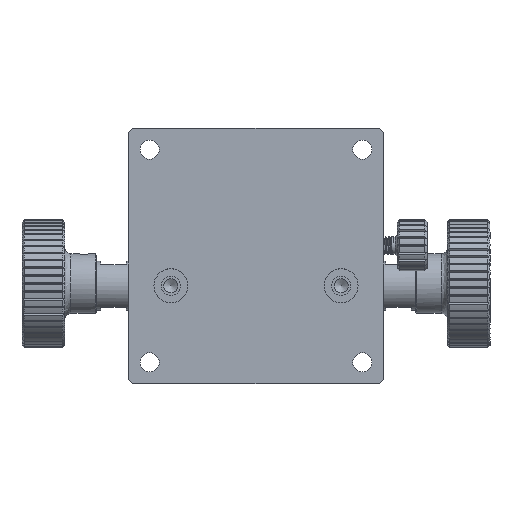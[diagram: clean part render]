
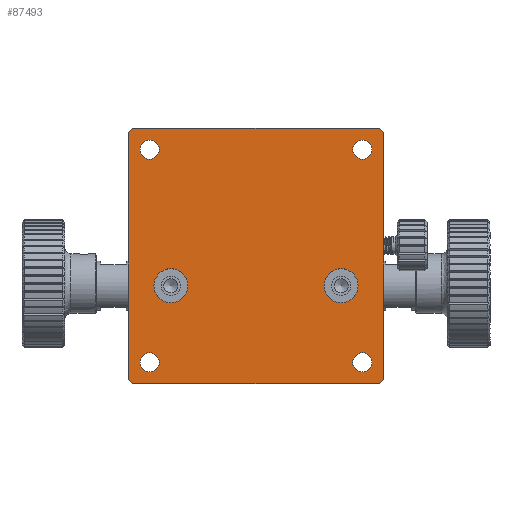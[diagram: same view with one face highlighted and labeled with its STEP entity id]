
A CAD part, top view. The second image highlights one B-rep face of the part: STEP entity #87493.
In plain terms, the highlighted planar face has unit normal (0, 0, 1).
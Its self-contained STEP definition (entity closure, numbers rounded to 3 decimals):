
#148 = CARTESIAN_POINT ( 'NONE',  ( 0., -13., 6. ) ) ;
#1507 = VERTEX_POINT ( 'NONE', #103424 ) ;
#6800 = CARTESIAN_POINT ( 'NONE',  ( 54., 10., 6. ) ) ;
#8923 = VERTEX_POINT ( 'NONE', #17590 ) ;
#9439 = CARTESIAN_POINT ( 'NONE',  ( 55., -8., 6. ) ) ;
#9825 = ORIENTED_EDGE ( 'NONE', *, *, #114627, .T. ) ;
#10727 = VERTEX_POINT ( 'NONE', #33022 ) ;
#14732 = CIRCLE ( 'NONE', #75884, 4. ) ;
#14759 = EDGE_CURVE ( 'NONE', #44173, #44173, #67436, .T. ) ;
#15446 = DIRECTION ( 'NONE',  ( -0.707, 0.707, 0. ) ) ;
#15565 = CARTESIAN_POINT ( 'NONE',  ( 0., 47., 6. ) ) ;
#16338 = FACE_BOUND ( 'NONE', #100441, .T. ) ;
#16861 = ORIENTED_EDGE ( 'NONE', *, *, #119827, .T. ) ;
#17403 = EDGE_CURVE ( 'NONE', #120912, #157344, #124955, .T. ) ;
#17590 = CARTESIAN_POINT ( 'NONE',  ( 1., -13., 6. ) ) ;
#18685 = FACE_OUTER_BOUND ( 'NONE', #33950, .T. ) ;
#19880 = VECTOR ( 'NONE', #100607, 1000. ) ;
#21089 = DIRECTION ( 'NONE',  ( 0.707, -0.707, 0. ) ) ;
#21426 = DIRECTION ( 'NONE',  ( 0., 0., -1. ) ) ;
#29451 = CARTESIAN_POINT ( 'NONE',  ( 1., 47., 6. ) ) ;
#30460 = EDGE_CURVE ( 'NONE', #95641, #8923, #82368, .T. ) ;
#31258 = VERTEX_POINT ( 'NONE', #127569 ) ;
#31464 = CARTESIAN_POINT ( 'NONE',  ( 0., -12., 6. ) ) ;
#32008 = AXIS2_PLACEMENT_3D ( 'NONE', #15565, #100728, #103824 ) ;
#32562 = EDGE_LOOP ( 'NONE', ( #64167 ) ) ;
#33022 = CARTESIAN_POINT ( 'NONE',  ( 2.75, 42., 6. ) ) ;
#33421 = EDGE_CURVE ( 'NONE', #115808, #115808, #14732, .T. ) ;
#33950 = EDGE_LOOP ( 'NONE', ( #57525, #136950, #112560, #155290, #16861, #92544, #114363, #110928 ) ) ;
#33998 = DIRECTION ( 'NONE',  ( 1., 0., 0. ) ) ;
#34347 = LINE ( 'NONE', #148, #123685 ) ;
#35965 = CARTESIAN_POINT ( 'NONE',  ( 60., 47., 6. ) ) ;
#36057 = CARTESIAN_POINT ( 'NONE',  ( 60., 46., 6. ) ) ;
#41417 = CARTESIAN_POINT ( 'NONE',  ( 59., -13., 6. ) ) ;
#42785 = CIRCLE ( 'NONE', #131751, 2.25 ) ;
#44173 = VERTEX_POINT ( 'NONE', #140493 ) ;
#45229 = DIRECTION ( 'NONE',  ( -1., 0., 0. ) ) ;
#45649 = EDGE_CURVE ( 'NONE', #8923, #120912, #34347, .T. ) ;
#47555 = CIRCLE ( 'NONE', #128908, 2.25 ) ;
#47908 = EDGE_CURVE ( 'NONE', #96719, #96719, #47555, .T. ) ;
#50836 = CARTESIAN_POINT ( 'NONE',  ( 55., 42., 6. ) ) ;
#51090 = ORIENTED_EDGE ( 'NONE', *, *, #33421, .T. ) ;
#52591 = EDGE_LOOP ( 'NONE', ( #124104 ) ) ;
#52794 = CARTESIAN_POINT ( 'NONE',  ( 60., 46., 6. ) ) ;
#54472 = FACE_BOUND ( 'NONE', #52591, .T. ) ;
#55097 = EDGE_CURVE ( 'NONE', #10727, #10727, #42785, .T. ) ;
#56441 = VECTOR ( 'NONE', #117480, 1000. ) ;
#56762 = AXIS2_PLACEMENT_3D ( 'NONE', #106573, #21426, #155093 ) ;
#57135 = CARTESIAN_POINT ( 'NONE',  ( 5., 42., 6. ) ) ;
#57525 = ORIENTED_EDGE ( 'NONE', *, *, #75852, .T. ) ;
#59826 = AXIS2_PLACEMENT_3D ( 'NONE', #66027, #77222, #87612 ) ;
#63183 = CARTESIAN_POINT ( 'NONE',  ( 1., 47., 6. ) ) ;
#63363 = CARTESIAN_POINT ( 'NONE',  ( 60., -12., 6. ) ) ;
#64167 = ORIENTED_EDGE ( 'NONE', *, *, #14759, .T. ) ;
#66027 = CARTESIAN_POINT ( 'NONE',  ( 10., 10., 6. ) ) ;
#66424 = FACE_BOUND ( 'NONE', #115205, .T. ) ;
#66574 = LINE ( 'NONE', #91275, #56441 ) ;
#66879 = VECTOR ( 'NONE', #82946, 1000. ) ;
#67436 = CIRCLE ( 'NONE', #59826, 4. ) ;
#73307 = CARTESIAN_POINT ( 'NONE',  ( 59., -13., 6. ) ) ;
#73355 = LINE ( 'NONE', #35965, #66879 ) ;
#75852 = EDGE_CURVE ( 'NONE', #1507, #95641, #102659, .T. ) ;
#75884 = AXIS2_PLACEMENT_3D ( 'NONE', #151795, #143038, #33998 ) ;
#75963 = VERTEX_POINT ( 'NONE', #29451 ) ;
#76059 = FACE_BOUND ( 'NONE', #133210, .T. ) ;
#77222 = DIRECTION ( 'NONE',  ( 0., 0., -1. ) ) ;
#78778 = DIRECTION ( 'NONE',  ( 0., -1., 0. ) ) ;
#82184 = VERTEX_POINT ( 'NONE', #96518 ) ;
#82368 = LINE ( 'NONE', #130095, #118759 ) ;
#82946 = DIRECTION ( 'NONE',  ( 0., 1., 0. ) ) ;
#83717 = DIRECTION ( 'NONE',  ( 1., 0., 0. ) ) ;
#86341 = LINE ( 'NONE', #63183, #19880 ) ;
#87493 = ADVANCED_FACE ( 'NONE', ( #18685, #54472, #66424, #16338, #152341, #76059, #113422 ), #150779, .T. ) ;
#87612 = DIRECTION ( 'NONE',  ( 1., 0., 0. ) ) ;
#88229 = DIRECTION ( 'NONE',  ( 0., 0., -1. ) ) ;
#89446 = AXIS2_PLACEMENT_3D ( 'NONE', #9439, #104942, #45229 ) ;
#91275 = CARTESIAN_POINT ( 'NONE',  ( 0., 47., 6. ) ) ;
#91444 = DIRECTION ( 'NONE',  ( -1., 0., 0. ) ) ;
#92074 = VECTOR ( 'NONE', #78778, 1000. ) ;
#92544 = ORIENTED_EDGE ( 'NONE', *, *, #96336, .T. ) ;
#95641 = VERTEX_POINT ( 'NONE', #31464 ) ;
#96204 = EDGE_CURVE ( 'NONE', #75963, #1507, #86341, .T. ) ;
#96336 = EDGE_CURVE ( 'NONE', #129051, #113894, #111753, .T. ) ;
#96518 = CARTESIAN_POINT ( 'NONE',  ( 2.75, -8., 6. ) ) ;
#96719 = VERTEX_POINT ( 'NONE', #132506 ) ;
#96851 = EDGE_LOOP ( 'NONE', ( #97231 ) ) ;
#96885 = ORIENTED_EDGE ( 'NONE', *, *, #47908, .T. ) ;
#97231 = ORIENTED_EDGE ( 'NONE', *, *, #121656, .T. ) ;
#98792 = DIRECTION ( 'NONE',  ( 0.707, 0.707, 0. ) ) ;
#100441 = EDGE_LOOP ( 'NONE', ( #9825 ) ) ;
#100607 = DIRECTION ( 'NONE',  ( -0.707, -0.707, 0. ) ) ;
#100728 = DIRECTION ( 'NONE',  ( 0., 0., 1. ) ) ;
#102659 = LINE ( 'NONE', #138476, #92074 ) ;
#103366 = DIRECTION ( 'NONE',  ( 0., 0., -1. ) ) ;
#103424 = CARTESIAN_POINT ( 'NONE',  ( 0., 46., 6. ) ) ;
#103824 = DIRECTION ( 'NONE',  ( 1., 0., 0. ) ) ;
#104942 = DIRECTION ( 'NONE',  ( 0., 0., -1. ) ) ;
#106573 = CARTESIAN_POINT ( 'NONE',  ( 5., -8., 6. ) ) ;
#110928 = ORIENTED_EDGE ( 'NONE', *, *, #96204, .T. ) ;
#111753 = LINE ( 'NONE', #52794, #121554 ) ;
#112560 = ORIENTED_EDGE ( 'NONE', *, *, #45649, .T. ) ;
#112889 = DIRECTION ( 'NONE',  ( -1., 0., 0. ) ) ;
#113422 = FACE_BOUND ( 'NONE', #32562, .T. ) ;
#113894 = VERTEX_POINT ( 'NONE', #145561 ) ;
#114363 = ORIENTED_EDGE ( 'NONE', *, *, #116392, .T. ) ;
#114627 = EDGE_CURVE ( 'NONE', #31258, #31258, #124994, .T. ) ;
#115205 = EDGE_LOOP ( 'NONE', ( #96885 ) ) ;
#115808 = VERTEX_POINT ( 'NONE', #6800 ) ;
#116392 = EDGE_CURVE ( 'NONE', #113894, #75963, #66574, .T. ) ;
#117480 = DIRECTION ( 'NONE',  ( -1., 0., 0. ) ) ;
#118759 = VECTOR ( 'NONE', #21089, 1000. ) ;
#119827 = EDGE_CURVE ( 'NONE', #157344, #129051, #73355, .T. ) ;
#120912 = VERTEX_POINT ( 'NONE', #41417 ) ;
#121554 = VECTOR ( 'NONE', #15446, 1000. ) ;
#121656 = EDGE_CURVE ( 'NONE', #82184, #82184, #155989, .T. ) ;
#123685 = VECTOR ( 'NONE', #83717, 1000. ) ;
#124104 = ORIENTED_EDGE ( 'NONE', *, *, #55097, .T. ) ;
#124955 = LINE ( 'NONE', #73307, #151372 ) ;
#124994 = CIRCLE ( 'NONE', #89446, 2.25 ) ;
#127569 = CARTESIAN_POINT ( 'NONE',  ( 52.75, -8., 6. ) ) ;
#128908 = AXIS2_PLACEMENT_3D ( 'NONE', #50836, #88229, #112889 ) ;
#129051 = VERTEX_POINT ( 'NONE', #36057 ) ;
#130095 = CARTESIAN_POINT ( 'NONE',  ( 0., -12., 6. ) ) ;
#131751 = AXIS2_PLACEMENT_3D ( 'NONE', #57135, #103366, #91444 ) ;
#132506 = CARTESIAN_POINT ( 'NONE',  ( 52.75, 42., 6. ) ) ;
#133210 = EDGE_LOOP ( 'NONE', ( #51090 ) ) ;
#136950 = ORIENTED_EDGE ( 'NONE', *, *, #30460, .T. ) ;
#138476 = CARTESIAN_POINT ( 'NONE',  ( 0., 47., 6. ) ) ;
#140493 = CARTESIAN_POINT ( 'NONE',  ( 14., 10., 6. ) ) ;
#143038 = DIRECTION ( 'NONE',  ( 0., 0., -1. ) ) ;
#145561 = CARTESIAN_POINT ( 'NONE',  ( 59., 47., 6. ) ) ;
#150779 = PLANE ( 'NONE',  #32008 ) ;
#151372 = VECTOR ( 'NONE', #98792, 1000. ) ;
#151795 = CARTESIAN_POINT ( 'NONE',  ( 50., 10., 6. ) ) ;
#152341 = FACE_BOUND ( 'NONE', #96851, .T. ) ;
#155093 = DIRECTION ( 'NONE',  ( -1., 0., 0. ) ) ;
#155290 = ORIENTED_EDGE ( 'NONE', *, *, #17403, .T. ) ;
#155989 = CIRCLE ( 'NONE', #56762, 2.25 ) ;
#157344 = VERTEX_POINT ( 'NONE', #63363 ) ;
